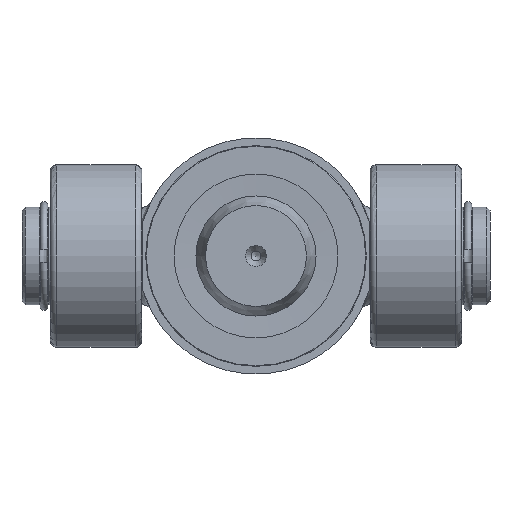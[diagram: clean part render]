
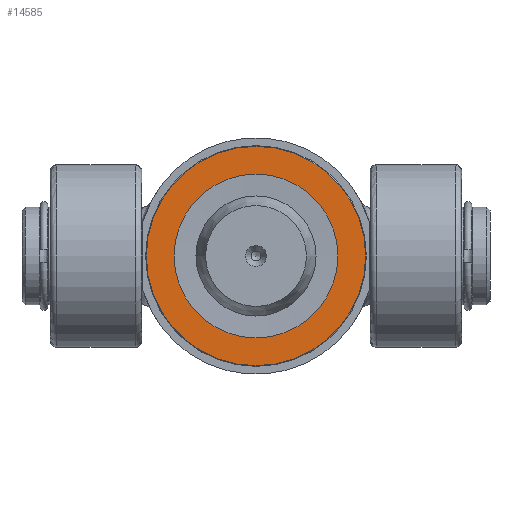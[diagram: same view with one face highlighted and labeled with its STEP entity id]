
A CAD part, front view. The second image highlights one B-rep face of the part: STEP entity #14585.
In plain terms, the highlighted face is planar.
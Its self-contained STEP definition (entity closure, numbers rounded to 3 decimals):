
#3241=PLANE('',#15659);
#3593=FACE_BOUND('',#4973,.T.);
#4067=FACE_OUTER_BOUND('',#4972,.T.);
#4972=EDGE_LOOP('',(#11790));
#4973=EDGE_LOOP('',(#11791));
#5662=CIRCLE('',#15658,34.8);
#5663=CIRCLE('',#15660,26.);
#6619=VERTEX_POINT('',#26248);
#6620=VERTEX_POINT('',#26251);
#8471=EDGE_CURVE('',#6619,#6619,#5662,.T.);
#8472=EDGE_CURVE('',#6620,#6620,#5663,.T.);
#11790=ORIENTED_EDGE('',*,*,#8471,.F.);
#11791=ORIENTED_EDGE('',*,*,#8472,.T.);
#14585=ADVANCED_FACE('',(#4067,#3593),#3241,.F.);
#15658=AXIS2_PLACEMENT_3D('',#26249,#17718,#17719);
#15659=AXIS2_PLACEMENT_3D('',#26250,#17720,#17721);
#15660=AXIS2_PLACEMENT_3D('',#26252,#17722,#17723);
#17718=DIRECTION('center_axis',(0.,0.,1.));
#17719=DIRECTION('ref_axis',(-1.,0.,0.));
#17720=DIRECTION('center_axis',(0.,0.,1.));
#17721=DIRECTION('ref_axis',(1.,0.,0.));
#17722=DIRECTION('center_axis',(0.,0.,1.));
#17723=DIRECTION('ref_axis',(0.,-1.,0.));
#26248=CARTESIAN_POINT('',(34.8,0.,0.));
#26249=CARTESIAN_POINT('Origin',(0.,0.,0.));
#26250=CARTESIAN_POINT('Origin',(0.,0.,
0.));
#26251=CARTESIAN_POINT('',(0.,-26.,0.));
#26252=CARTESIAN_POINT('Origin',(0.,0.,0.));
